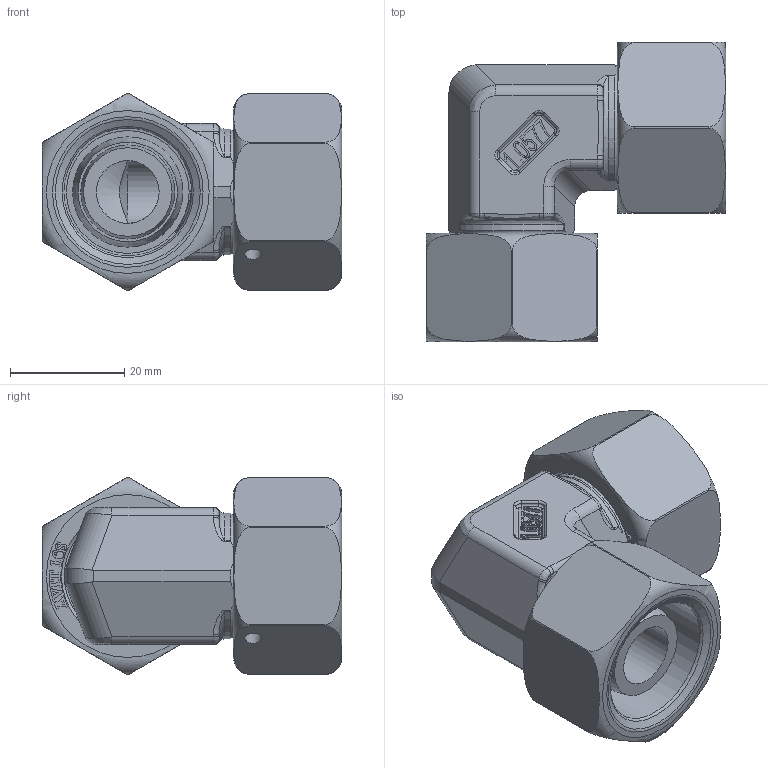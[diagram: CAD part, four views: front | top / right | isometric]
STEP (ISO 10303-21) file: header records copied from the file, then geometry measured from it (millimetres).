
FILE_DESCRIPTION(/* description */ (''),/* implementation_level */ '2;1');
FILE_NAME(/* name */ 'WKS16.stp',/* time_stamp */ '2024-12-05T12:52:06+01:00',/* author */ (''),/* organization */ (''),/* preprocessor_version */ 'ST-DEVELOPER v16',/* originating_system */ 'SIEMENS PLM Software NX 10.0',/* authorisation */ '');
FILE_SCHEMA (('CONFIG_CONTROL_DESIGN'));
Length unit declared in the file: millimetre
Products named in the file (4): X-MT16; X-ST16; X-OR-16; WKS16
Assembly tree (6 placements, depth 2):
  WKS16
    X-OR-16  x2
    X-ST16  x2
    X-MT16  x2
Bounding box: 52.5 x 52.5 x 34.5 mm (x, y, z)
Volume: 32740.8 mm3; surface area: 17513.2 mm2
Topology: 7 solids, 7 shells, 740 faces, 1978 edges, 1292 vertices
Faces by surface type: plane 517, cylinder 90, torus 46, extrusion 37, bspline 36, cone 12, revolution 2
Full cylindrical faces by diameter (mm): 2.65 x2, 3 x2, 11 x2, 21.5 x2, 22.245 x2, 22.376 x2
Entity records: 18614 total; most frequent: CARTESIAN_POINT 6837, ORIENTED_EDGE 2632, DIRECTION 1820, EDGE_CURVE 1316, VERTEX_POINT 868, B_SPLINE_CURVE_WITH_KNOTS 697, AXIS2_PLACEMENT_3D 687, EDGE_LOOP 579
